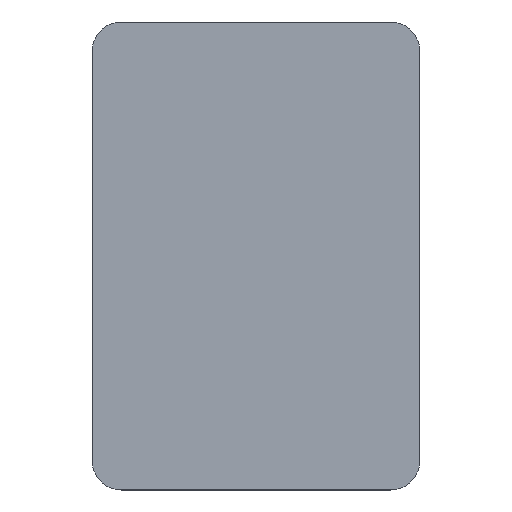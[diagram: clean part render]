
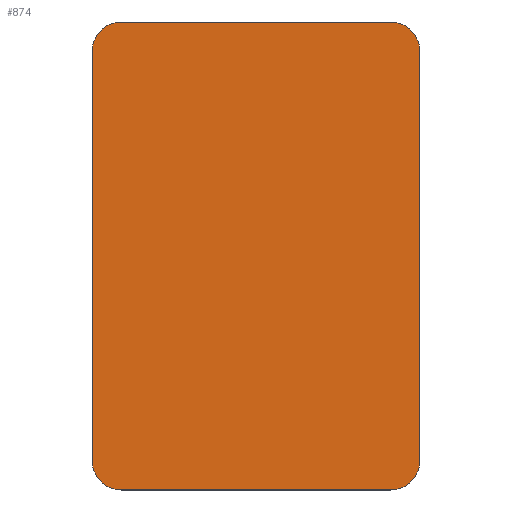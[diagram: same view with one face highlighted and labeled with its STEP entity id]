
A CAD part, top view. The second image highlights one B-rep face of the part: STEP entity #874.
In plain terms, the highlighted planar face has unit normal (0, 0, 1).
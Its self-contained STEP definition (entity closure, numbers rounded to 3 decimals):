
#6 = ORIENTED_EDGE ( 'NONE', *, *, #492, .F. ) ;
#24 = ORIENTED_EDGE ( 'NONE', *, *, #355, .F. ) ;
#46 = VECTOR ( 'NONE', #756, 1000. ) ;
#55 = DIRECTION ( 'NONE',  ( -1., 0., 0. ) ) ;
#91 = DIRECTION ( 'NONE',  ( 0., -1., 0. ) ) ;
#114 = DIRECTION ( 'NONE',  ( 0., 0., 1. ) ) ;
#133 = CARTESIAN_POINT ( 'NONE',  ( 23., -5.261, 2. ) ) ;
#169 = EDGE_CURVE ( 'NONE', #327, #846, #592, .T. ) ;
#178 = EDGE_LOOP ( 'NONE', ( #529, #664, #6, #813, #369, #590, #24, #490 ) ) ;
#183 = VECTOR ( 'NONE', #55, 1000. ) ;
#184 = CARTESIAN_POINT ( 'NONE',  ( -23., 74.739, 2. ) ) ;
#241 = CARTESIAN_POINT ( 'NONE',  ( 28., 69.739, 2. ) ) ;
#243 = VECTOR ( 'NONE', #800, 1000. ) ;
#244 = CIRCLE ( 'NONE', #558, 5. ) ;
#246 = EDGE_CURVE ( 'NONE', #414, #545, #663, .T. ) ;
#268 = DIRECTION ( 'NONE',  ( 1., 0., 0. ) ) ;
#287 = AXIS2_PLACEMENT_3D ( 'NONE', #398, #114, #609 ) ;
#303 = AXIS2_PLACEMENT_3D ( 'NONE', #483, #324, #627 ) ;
#308 = VERTEX_POINT ( 'NONE', #184 ) ;
#312 = VERTEX_POINT ( 'NONE', #476 ) ;
#315 = CARTESIAN_POINT ( 'NONE',  ( -28., 69.739, 2. ) ) ;
#320 = DIRECTION ( 'NONE',  ( -1., 0., 0. ) ) ;
#321 = LINE ( 'NONE', #831, #46 ) ;
#324 = DIRECTION ( 'NONE',  ( 0., 0., -1. ) ) ;
#327 = VERTEX_POINT ( 'NONE', #404 ) ;
#355 = EDGE_CURVE ( 'NONE', #308, #651, #321, .T. ) ;
#369 = ORIENTED_EDGE ( 'NONE', *, *, #246, .F. ) ;
#383 = EDGE_CURVE ( 'NONE', #846, #312, #393, .T. ) ;
#393 = CIRCLE ( 'NONE', #287, 5. ) ;
#398 = CARTESIAN_POINT ( 'NONE',  ( -23., -0.261, 2. ) ) ;
#404 = CARTESIAN_POINT ( 'NONE',  ( -28., 69.739, 2. ) ) ;
#414 = VERTEX_POINT ( 'NONE', #898 ) ;
#471 = CARTESIAN_POINT ( 'NONE',  ( -23., 69.739, 2. ) ) ;
#476 = CARTESIAN_POINT ( 'NONE',  ( -23., -5.261, 2. ) ) ;
#478 = DIRECTION ( 'NONE',  ( 1., 0., 0. ) ) ;
#483 = CARTESIAN_POINT ( 'NONE',  ( 23., -0.261, 2. ) ) ;
#490 = ORIENTED_EDGE ( 'NONE', *, *, #628, .F. ) ;
#492 = EDGE_CURVE ( 'NONE', #515, #312, #697, .T. ) ;
#494 = CARTESIAN_POINT ( 'NONE',  ( 28., -0.261, 2. ) ) ;
#503 = EDGE_CURVE ( 'NONE', #414, #651, #244, .T. ) ;
#515 = VERTEX_POINT ( 'NONE', #133 ) ;
#525 = CARTESIAN_POINT ( 'NONE',  ( 23., 74.739, 2. ) ) ;
#529 = ORIENTED_EDGE ( 'NONE', *, *, #169, .T. ) ;
#545 = VERTEX_POINT ( 'NONE', #494 ) ;
#547 = FACE_OUTER_BOUND ( 'NONE', #178, .T. ) ;
#552 = DIRECTION ( 'NONE',  ( 0., 0., 1. ) ) ;
#558 = AXIS2_PLACEMENT_3D ( 'NONE', #913, #708, #268 ) ;
#590 = ORIENTED_EDGE ( 'NONE', *, *, #503, .T. ) ;
#592 = LINE ( 'NONE', #315, #661 ) ;
#608 = DIRECTION ( 'NONE',  ( 0., 0., -1. ) ) ;
#609 = DIRECTION ( 'NONE',  ( 1., 0., 0. ) ) ;
#627 = DIRECTION ( 'NONE',  ( -1., 0., 0. ) ) ;
#628 = EDGE_CURVE ( 'NONE', #327, #308, #866, .T. ) ;
#651 = VERTEX_POINT ( 'NONE', #525 ) ;
#661 = VECTOR ( 'NONE', #91, 1000. ) ;
#663 = LINE ( 'NONE', #241, #243 ) ;
#664 = ORIENTED_EDGE ( 'NONE', *, *, #383, .T. ) ;
#691 = PLANE ( 'NONE',  #779 ) ;
#697 = LINE ( 'NONE', #728, #183 ) ;
#707 = CIRCLE ( 'NONE', #303, 5. ) ;
#708 = DIRECTION ( 'NONE',  ( 0., 0., 1. ) ) ;
#728 = CARTESIAN_POINT ( 'NONE',  ( 23., -5.261, 2. ) ) ;
#756 = DIRECTION ( 'NONE',  ( 1., 0., 0. ) ) ;
#779 = AXIS2_PLACEMENT_3D ( 'NONE', #829, #552, #478 ) ;
#800 = DIRECTION ( 'NONE',  ( 0., -1., 0. ) ) ;
#813 = ORIENTED_EDGE ( 'NONE', *, *, #830, .F. ) ;
#829 = CARTESIAN_POINT ( 'NONE',  ( -23., -0.261, 2. ) ) ;
#830 = EDGE_CURVE ( 'NONE', #545, #515, #707, .T. ) ;
#831 = CARTESIAN_POINT ( 'NONE',  ( -23., 74.739, 2. ) ) ;
#837 = AXIS2_PLACEMENT_3D ( 'NONE', #471, #608, #320 ) ;
#846 = VERTEX_POINT ( 'NONE', #911 ) ;
#866 = CIRCLE ( 'NONE', #837, 5. ) ;
#874 = ADVANCED_FACE ( 'NONE', ( #547 ), #691, .T. ) ;
#898 = CARTESIAN_POINT ( 'NONE',  ( 28., 69.739, 2. ) ) ;
#911 = CARTESIAN_POINT ( 'NONE',  ( -28., -0.261, 2. ) ) ;
#913 = CARTESIAN_POINT ( 'NONE',  ( 23., 69.739, 2. ) ) ;
